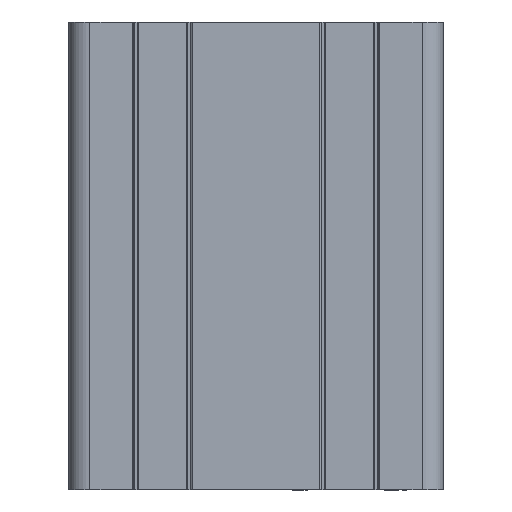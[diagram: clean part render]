
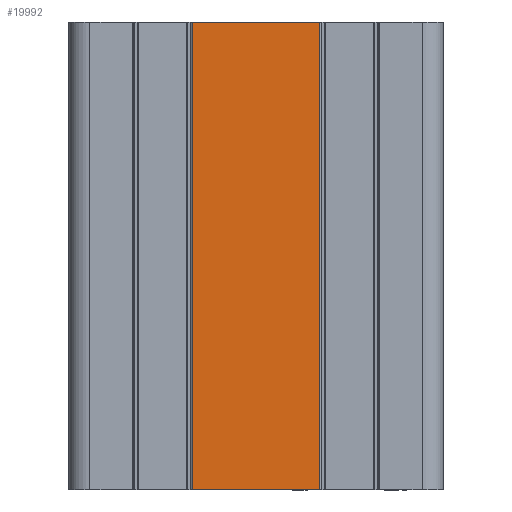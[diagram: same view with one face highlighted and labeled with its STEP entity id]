
A CAD part, front view. The second image highlights one B-rep face of the part: STEP entity #19992.
In plain terms, the highlighted planar face has unit normal (0, -1, 0).
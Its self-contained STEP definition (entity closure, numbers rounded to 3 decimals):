
#435 = VERTEX_POINT ( 'NONE', #17229 ) ;
#465 = ORIENTED_EDGE ( 'NONE', *, *, #8467, .F. ) ;
#1517 = LINE ( 'NONE', #18020, #17784 ) ;
#3844 = CARTESIAN_POINT ( 'NONE',  ( 7246.9, 2506.593, 100. ) ) ;
#3906 = LINE ( 'NONE', #16893, #19549 ) ;
#4021 = DIRECTION ( 'NONE',  ( -1., 0., 0. ) ) ;
#5202 = CARTESIAN_POINT ( 'NONE',  ( 7268.8, 2506.593, 100. ) ) ;
#5724 = VERTEX_POINT ( 'NONE', #19351 ) ;
#6563 = EDGE_CURVE ( 'NONE', #435, #5724, #1517, .T. ) ;
#7081 = ORIENTED_EDGE ( 'NONE', *, *, #18058, .F. ) ;
#8467 = EDGE_CURVE ( 'NONE', #10458, #11769, #3906, .T. ) ;
#8680 = VECTOR ( 'NONE', #16471, 1000. ) ;
#8910 = LINE ( 'NONE', #18826, #13184 ) ;
#8922 = CARTESIAN_POINT ( 'NONE',  ( 7219.7, 2506.593, 100. ) ) ;
#9267 = DIRECTION ( 'NONE',  ( 1., 0., 0. ) ) ;
#9875 = CARTESIAN_POINT ( 'NONE',  ( 7246.9, 2506.593, 0. ) ) ;
#10458 = VERTEX_POINT ( 'NONE', #3844 ) ;
#11769 = VERTEX_POINT ( 'NONE', #9875 ) ;
#13184 = VECTOR ( 'NONE', #9267, 1000. ) ;
#13748 = DIRECTION ( 'NONE',  ( 0., 1., 0. ) ) ;
#16471 = DIRECTION ( 'NONE',  ( 1., 0., 0. ) ) ;
#16528 = DIRECTION ( 'NONE',  ( 0., 0., -1. ) ) ;
#16893 = CARTESIAN_POINT ( 'NONE',  ( 7246.9, 2506.593, 100. ) ) ;
#17229 = CARTESIAN_POINT ( 'NONE',  ( 7219.7, 2506.593, 0. ) ) ;
#17683 = LINE ( 'NONE', #5202, #8680 ) ;
#17784 = VECTOR ( 'NONE', #17826, 1000. ) ;
#17826 = DIRECTION ( 'NONE',  ( 0., 0., 1. ) ) ;
#18020 = CARTESIAN_POINT ( 'NONE',  ( 7219.7, 2506.593, 100. ) ) ;
#18058 = EDGE_CURVE ( 'NONE', #5724, #10458, #17683, .T. ) ;
#18314 = EDGE_CURVE ( 'NONE', #435, #11769, #8910, .T. ) ;
#18802 = AXIS2_PLACEMENT_3D ( 'NONE', #8922, #13748, #4021 ) ;
#18826 = CARTESIAN_POINT ( 'NONE',  ( 7219.7, 2506.593, 0. ) ) ;
#19351 = CARTESIAN_POINT ( 'NONE',  ( 7219.7, 2506.593, 100. ) ) ;
#19357 = EDGE_LOOP ( 'NONE', ( #465, #7081, #19637, #20737 ) ) ;
#19549 = VECTOR ( 'NONE', #16528, 1000. ) ;
#19601 = FACE_OUTER_BOUND ( 'NONE', #19357, .T. ) ;
#19637 = ORIENTED_EDGE ( 'NONE', *, *, #6563, .F. ) ;
#19992 = ADVANCED_FACE ( 'NONE', ( #19601 ), #20074, .F. ) ;
#20074 = PLANE ( 'NONE',  #18802 ) ;
#20737 = ORIENTED_EDGE ( 'NONE', *, *, #18314, .T. ) ;
